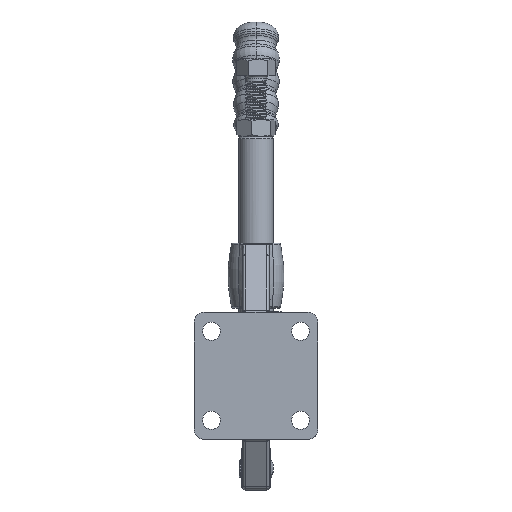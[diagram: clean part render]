
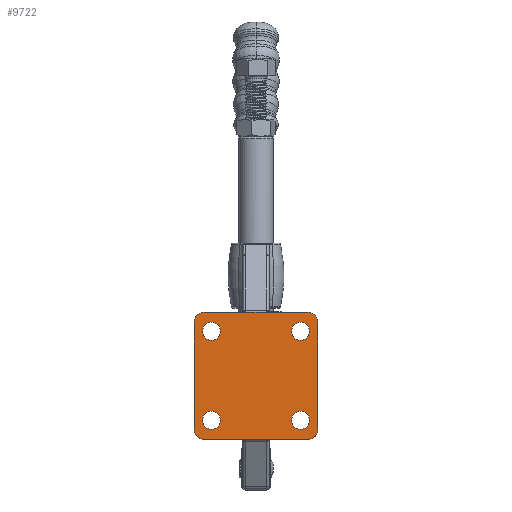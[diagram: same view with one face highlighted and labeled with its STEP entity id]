
A CAD part, front view. The second image highlights one B-rep face of the part: STEP entity #9722.
In plain terms, the highlighted planar face has unit normal (0, -1, 0).
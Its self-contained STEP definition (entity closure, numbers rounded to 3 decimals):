
#7973 = EDGE_CURVE ( 'NONE', #7992, #8052, #21366, .T. ) ;
#7974 = VERTEX_POINT ( 'NONE', #21362 ) ;
#7975 = ORIENTED_EDGE ( 'NONE', *, *, #17463, .F. ) ;
#7976 = ORIENTED_EDGE ( 'NONE', *, *, #38793, .F. ) ;
#7977 = ORIENTED_EDGE ( 'NONE', *, *, #8053, .T. ) ;
#7980 = EDGE_CURVE ( 'NONE', #7990, #8103, #21392, .T. ) ;
#7981 = ORIENTED_EDGE ( 'NONE', *, *, #7993, .F. ) ;
#7984 = EDGE_CURVE ( 'NONE', #38844, #7974, #21381, .T. ) ;
#7985 = EDGE_LOOP ( 'NONE', ( #8050, #7975 ) ) ;
#7986 = ORIENTED_EDGE ( 'NONE', *, *, #7980, .T. ) ;
#7989 = ORIENTED_EDGE ( 'NONE', *, *, #7973, .T. ) ;
#7990 = VERTEX_POINT ( 'NONE', #21435 ) ;
#7991 = VERTEX_POINT ( 'NONE', #21434 ) ;
#7992 = VERTEX_POINT ( 'NONE', #21433 ) ;
#7993 = EDGE_CURVE ( 'NONE', #7990, #9249, #21432, .T. ) ;
#8050 = ORIENTED_EDGE ( 'NONE', *, *, #8856, .F. ) ;
#8051 = ORIENTED_EDGE ( 'NONE', *, *, #10150, .T. ) ;
#8052 = VERTEX_POINT ( 'NONE', #21518 ) ;
#8053 = EDGE_CURVE ( 'NONE', #7991, #9249, #21516, .T. ) ;
#8101 = EDGE_CURVE ( 'NONE', #38844, #8103, #21325, .T. ) ;
#8103 = VERTEX_POINT ( 'NONE', #21321 ) ;
#8108 = EDGE_CURVE ( 'NONE', #20511, #20506, #21585, .T. ) ;
#8117 = ORIENTED_EDGE ( 'NONE', *, *, #20505, .F. ) ;
#8118 = ORIENTED_EDGE ( 'NONE', *, *, #8108, .F. ) ;
#8124 = EDGE_CURVE ( 'NONE', #38828, #38830, #21613, .T. ) ;
#8137 = EDGE_LOOP ( 'NONE', ( #8118, #8117 ) ) ;
#8140 = ORIENTED_EDGE ( 'NONE', *, *, #20515, .F. ) ;
#8148 = EDGE_CURVE ( 'NONE', #20524, #20531, #21637, .T. ) ;
#8856 = EDGE_CURVE ( 'NONE', #17465, #21135, #21667, .T. ) ;
#9249 = VERTEX_POINT ( 'NONE', #21662 ) ;
#9488 = ORIENTED_EDGE ( 'NONE', *, *, #8148, .F. ) ;
#9626 = EDGE_LOOP ( 'NONE', ( #9488, #8140 ) ) ;
#9710 = EDGE_LOOP ( 'NONE', ( #9742, #7989, #8051, #7977, #7981, #7986, #10039, #10013 ) ) ;
#9722 = ADVANCED_FACE ( 'NONE', ( #21653, #21701, #21700, #21699, #21698 ), #21697, .F. ) ;
#9742 = ORIENTED_EDGE ( 'NONE', *, *, #9942, .T. ) ;
#9942 = EDGE_CURVE ( 'NONE', #7974, #7992, #21696, .T. ) ;
#9991 = ORIENTED_EDGE ( 'NONE', *, *, #8124, .F. ) ;
#10013 = ORIENTED_EDGE ( 'NONE', *, *, #7984, .T. ) ;
#10039 = ORIENTED_EDGE ( 'NONE', *, *, #8101, .F. ) ;
#10150 = EDGE_CURVE ( 'NONE', #8052, #7991, #21687, .T. ) ;
#11415 = EDGE_LOOP ( 'NONE', ( #9991, #7976 ) ) ;
#17463 = EDGE_CURVE ( 'NONE', #21135, #17465, #26701, .T. ) ;
#17465 = VERTEX_POINT ( 'NONE', #26742 ) ;
#20505 = EDGE_CURVE ( 'NONE', #20506, #20511, #36634, .T. ) ;
#20506 = VERTEX_POINT ( 'NONE', #36629 ) ;
#20511 = VERTEX_POINT ( 'NONE', #36628 ) ;
#20515 = EDGE_CURVE ( 'NONE', #20531, #20524, #36619, .T. ) ;
#20524 = VERTEX_POINT ( 'NONE', #36661 ) ;
#20531 = VERTEX_POINT ( 'NONE', #36700 ) ;
#21135 = VERTEX_POINT ( 'NONE', #36854 ) ;
#21321 = CARTESIAN_POINT ( 'NONE',  ( 23.6, 0., 58.8 ) ) ;
#21322 = DIRECTION ( 'NONE',  ( 1., 0., 0. ) ) ;
#21323 = VECTOR ( 'NONE', #21322, 1000. ) ;
#21324 = CARTESIAN_POINT ( 'NONE',  ( 0., 0., 58.8 ) ) ;
#21325 = LINE ( 'NONE', #21324, #21323 ) ;
#21362 = CARTESIAN_POINT ( 'NONE',  ( -28.6, 0., 53.8 ) ) ;
#21363 = DIRECTION ( 'NONE',  ( 0., 0., 1. ) ) ;
#21364 = DIRECTION ( 'NONE',  ( 0., -1., 0. ) ) ;
#21365 = AXIS2_PLACEMENT_3D ( 'NONE', #21368, #21364, #21363 ) ;
#21366 = CIRCLE ( 'NONE', #21365, 5. ) ;
#21368 = CARTESIAN_POINT ( 'NONE',  ( -23.6, 0., 5. ) ) ;
#21377 = DIRECTION ( 'NONE',  ( 0., 0., 1. ) ) ;
#21378 = DIRECTION ( 'NONE',  ( 0., -1., 0. ) ) ;
#21379 = CARTESIAN_POINT ( 'NONE',  ( -23.6, 0., 53.8 ) ) ;
#21380 = AXIS2_PLACEMENT_3D ( 'NONE', #21379, #21378, #21377 ) ;
#21381 = CIRCLE ( 'NONE', #21380, 5. ) ;
#21387 = DIRECTION ( 'NONE',  ( 0., 0., 1. ) ) ;
#21388 = DIRECTION ( 'NONE',  ( 0., -1., 0. ) ) ;
#21389 = CARTESIAN_POINT ( 'NONE',  ( 23.6, 0., 53.8 ) ) ;
#21390 = AXIS2_PLACEMENT_3D ( 'NONE', #21389, #21388, #21387 ) ;
#21392 = CIRCLE ( 'NONE', #21390, 5. ) ;
#21429 = DIRECTION ( 'NONE',  ( 0., 0., -1. ) ) ;
#21430 = VECTOR ( 'NONE', #21429, 1000. ) ;
#21431 = CARTESIAN_POINT ( 'NONE',  ( 28.6, 0., 58.8 ) ) ;
#21432 = LINE ( 'NONE', #21431, #21430 ) ;
#21433 = CARTESIAN_POINT ( 'NONE',  ( -28.6, 0., 5. ) ) ;
#21434 = CARTESIAN_POINT ( 'NONE',  ( 23.6, 0., 0. ) ) ;
#21435 = CARTESIAN_POINT ( 'NONE',  ( 28.6, 0., 53.8 ) ) ;
#21512 = DIRECTION ( 'NONE',  ( 0., 0., 1. ) ) ;
#21513 = DIRECTION ( 'NONE',  ( 0., -1., 0. ) ) ;
#21514 = CARTESIAN_POINT ( 'NONE',  ( 23.6, 0., 5. ) ) ;
#21515 = AXIS2_PLACEMENT_3D ( 'NONE', #21514, #21513, #21512 ) ;
#21516 = CIRCLE ( 'NONE', #21515, 5. ) ;
#21518 = CARTESIAN_POINT ( 'NONE',  ( -23.6, 0., 0. ) ) ;
#21581 = DIRECTION ( 'NONE',  ( 0., 0., -1. ) ) ;
#21582 = DIRECTION ( 'NONE',  ( 0., -1., 0. ) ) ;
#21583 = CARTESIAN_POINT ( 'NONE',  ( -20.55, 0., 49.95 ) ) ;
#21584 = AXIS2_PLACEMENT_3D ( 'NONE', #21583, #21582, #21581 ) ;
#21585 = CIRCLE ( 'NONE', #21584, 4.15 ) ;
#21609 = DIRECTION ( 'NONE',  ( 0., 0., -1. ) ) ;
#21610 = DIRECTION ( 'NONE',  ( 0., -1., 0. ) ) ;
#21611 = CARTESIAN_POINT ( 'NONE',  ( 20.55, 0., 8.85 ) ) ;
#21612 = AXIS2_PLACEMENT_3D ( 'NONE', #21611, #21610, #21609 ) ;
#21613 = CIRCLE ( 'NONE', #21612, 4.15 ) ;
#21633 = DIRECTION ( 'NONE',  ( 0., 0., -1. ) ) ;
#21634 = DIRECTION ( 'NONE',  ( 0., -1., 0. ) ) ;
#21635 = CARTESIAN_POINT ( 'NONE',  ( -20.55, 0., 8.85 ) ) ;
#21636 = AXIS2_PLACEMENT_3D ( 'NONE', #21635, #21634, #21633 ) ;
#21637 = CIRCLE ( 'NONE', #21636, 4.15 ) ;
#21653 = FACE_BOUND ( 'NONE', #9626, .T. ) ;
#21662 = CARTESIAN_POINT ( 'NONE',  ( 28.6, 0., 5. ) ) ;
#21663 = DIRECTION ( 'NONE',  ( 0., 0., -1. ) ) ;
#21664 = DIRECTION ( 'NONE',  ( 0., -1., 0. ) ) ;
#21665 = CARTESIAN_POINT ( 'NONE',  ( 20.55, 0., 49.95 ) ) ;
#21666 = AXIS2_PLACEMENT_3D ( 'NONE', #21665, #21664, #21663 ) ;
#21667 = CIRCLE ( 'NONE', #21666, 4.15 ) ;
#21679 = DIRECTION ( 'NONE',  ( 1., 0., 0. ) ) ;
#21680 = VECTOR ( 'NONE', #21679, 1000. ) ;
#21681 = CARTESIAN_POINT ( 'NONE',  ( 0., 0., 0. ) ) ;
#21687 = LINE ( 'NONE', #21681, #21680 ) ;
#21689 = DIRECTION ( 'NONE',  ( 0., 0., -1. ) ) ;
#21690 = VECTOR ( 'NONE', #21689, 1000. ) ;
#21691 = CARTESIAN_POINT ( 'NONE',  ( -28.6, 0., 58.8 ) ) ;
#21692 = DIRECTION ( 'NONE',  ( 0., 0., 1. ) ) ;
#21693 = DIRECTION ( 'NONE',  ( 0., 1., 0. ) ) ;
#21694 = CARTESIAN_POINT ( 'NONE',  ( 0., 0., 58.8 ) ) ;
#21695 = AXIS2_PLACEMENT_3D ( 'NONE', #21694, #21693, #21692 ) ;
#21696 = LINE ( 'NONE', #21691, #21690 ) ;
#21697 = PLANE ( 'NONE',  #21695 ) ;
#21698 = FACE_OUTER_BOUND ( 'NONE', #9710, .T. ) ;
#21699 = FACE_BOUND ( 'NONE', #7985, .T. ) ;
#21700 = FACE_BOUND ( 'NONE', #11415, .T. ) ;
#21701 = FACE_BOUND ( 'NONE', #8137, .T. ) ;
#26698 = DIRECTION ( 'NONE',  ( 0., 0., -1. ) ) ;
#26699 = DIRECTION ( 'NONE',  ( 0., -1., 0. ) ) ;
#26700 = AXIS2_PLACEMENT_3D ( 'NONE', #26711, #26699, #26698 ) ;
#26701 = CIRCLE ( 'NONE', #26700, 4.15 ) ;
#26711 = CARTESIAN_POINT ( 'NONE',  ( 20.55, 0., 49.95 ) ) ;
#26742 = CARTESIAN_POINT ( 'NONE',  ( 20.55, 0., 45.8 ) ) ;
#36616 = DIRECTION ( 'NONE',  ( 0., 0., -1. ) ) ;
#36617 = DIRECTION ( 'NONE',  ( 0., -1., 0. ) ) ;
#36618 = AXIS2_PLACEMENT_3D ( 'NONE', #36626, #36617, #36616 ) ;
#36619 = CIRCLE ( 'NONE', #36618, 4.15 ) ;
#36626 = CARTESIAN_POINT ( 'NONE',  ( -20.55, 0., 8.85 ) ) ;
#36628 = CARTESIAN_POINT ( 'NONE',  ( -20.55, 0., 45.8 ) ) ;
#36629 = CARTESIAN_POINT ( 'NONE',  ( -20.55, 0., 54.1 ) ) ;
#36630 = DIRECTION ( 'NONE',  ( 0., 0., -1. ) ) ;
#36631 = DIRECTION ( 'NONE',  ( 0., -1., 0. ) ) ;
#36632 = CARTESIAN_POINT ( 'NONE',  ( -20.55, 0., 49.95 ) ) ;
#36633 = AXIS2_PLACEMENT_3D ( 'NONE', #36632, #36631, #36630 ) ;
#36634 = CIRCLE ( 'NONE', #36633, 4.15 ) ;
#36661 = CARTESIAN_POINT ( 'NONE',  ( -20.55, 0., 4.7 ) ) ;
#36700 = CARTESIAN_POINT ( 'NONE',  ( -20.55, 0., 13. ) ) ;
#36854 = CARTESIAN_POINT ( 'NONE',  ( 20.55, 0., 54.1 ) ) ;
#37389 = DIRECTION ( 'NONE',  ( 0., 0., -1. ) ) ;
#37391 = DIRECTION ( 'NONE',  ( 0., -1., 0. ) ) ;
#37392 = CARTESIAN_POINT ( 'NONE',  ( 20.55, 0., 8.85 ) ) ;
#37393 = AXIS2_PLACEMENT_3D ( 'NONE', #37392, #37391, #37389 ) ;
#37394 = CIRCLE ( 'NONE', #37393, 4.15 ) ;
#37448 = CARTESIAN_POINT ( 'NONE',  ( 20.55, 0., 4.7 ) ) ;
#37481 = CARTESIAN_POINT ( 'NONE',  ( -23.6, 0., 58.8 ) ) ;
#37505 = CARTESIAN_POINT ( 'NONE',  ( 20.55, 0., 13. ) ) ;
#38793 = EDGE_CURVE ( 'NONE', #38830, #38828, #37394, .T. ) ;
#38828 = VERTEX_POINT ( 'NONE', #37448 ) ;
#38830 = VERTEX_POINT ( 'NONE', #37505 ) ;
#38844 = VERTEX_POINT ( 'NONE', #37481 ) ;
